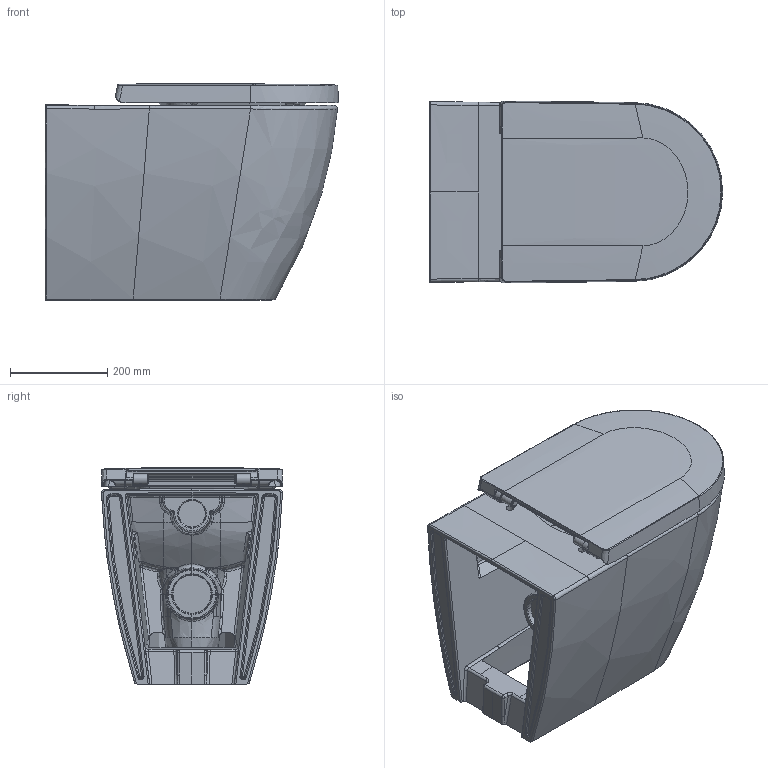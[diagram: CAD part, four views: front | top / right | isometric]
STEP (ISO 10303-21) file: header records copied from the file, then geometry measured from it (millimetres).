
FILE_DESCRIPTION((''),'2;1');
FILE_NAME('216909.stp','2015-09-25T19:08:58',('Administrator'),(''),'Autodesk Inventor 2011','Autodesk Inventor 2011','');
FILE_SCHEMA(('CONFIG_CONTROL_DESIGN'));
Length unit declared in the file: millimetre
Products named in the file (11): 216909; 002009; Sitz 002009; Deckel 002009; Soft close rechts; Druckknopf; Blechhuelse; Soft Close links; Puffer; Dämpfer
Assembly tree (16 placements, depth 4):
  216909
    216909
    002009
      Sitz 002009
      Deckel 002009
      Soft close rechts
        Druckknopf
        Blechhuelse
      Soft Close links
        Druckknopf
        Blechhuelse
      Puffer  x4
      Dämpfer  x2
Bounding box: 602.13 x 373.52 x 444.65 mm (x, y, z)
Volume: 31340092 mm3; surface area: 2317816.7 mm2
Topology: 13 solids, 13 shells, 2448 faces, 6189 edges, 3808 vertices
Faces by surface type: bspline 869, plane 672, cylinder 445, torus 207, cone 181, sphere 74
Full cylindrical faces by diameter (mm): 13.5 x2, 15.5 x2, 16 x2, 16.12 x2, 17 x2, 20.2 x2, 21.2 x2
Entity records: 212794 total; most frequent: CARTESIAN_POINT 174953, ORIENTED_EDGE 8588, DIRECTION 6506, EDGE_CURVE 4294, AXIS2_PLACEMENT_3D 2650, VERTEX_POINT 2626, EDGE_LOOP 1908, FACE_OUTER_BOUND 1787
